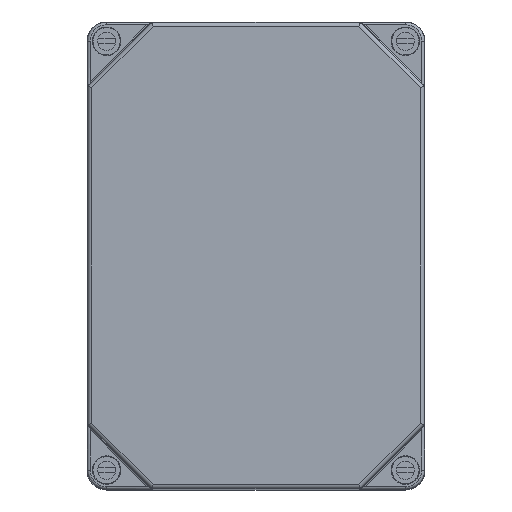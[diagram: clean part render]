
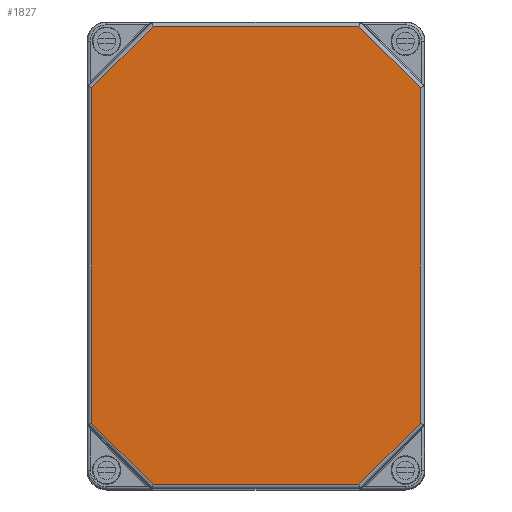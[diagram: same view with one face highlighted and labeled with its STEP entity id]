
A CAD part, top view. The second image highlights one B-rep face of the part: STEP entity #1827.
In plain terms, the highlighted planar face has unit normal (0, 0, 1).
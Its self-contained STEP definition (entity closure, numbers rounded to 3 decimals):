
#1827 = ADVANCED_FACE( '', ( #4094 ), #4095, .T. );
#4094 = FACE_OUTER_BOUND( '', #6789, .T. );
#4095 = PLANE( '', #6790 );
#6789 = EDGE_LOOP( '', ( #11782, #11783, #11784, #11785, #11786, #11787, #11788, #11789 ) );
#6790 = AXIS2_PLACEMENT_3D( '', #11790, #11791, #11792 );
#11782 = ORIENTED_EDGE( '', *, *, #16641, .T. );
#11783 = ORIENTED_EDGE( '', *, *, #16168, .F. );
#11784 = ORIENTED_EDGE( '', *, *, #15688, .T. );
#11785 = ORIENTED_EDGE( '', *, *, #15238, .F. );
#11786 = ORIENTED_EDGE( '', *, *, #16642, .T. );
#11787 = ORIENTED_EDGE( '', *, *, #16022, .T. );
#11788 = ORIENTED_EDGE( '', *, *, #15967, .T. );
#11789 = ORIENTED_EDGE( '', *, *, #16422, .T. );
#11790 = CARTESIAN_POINT( '', ( 0., 0., 92.5 ) );
#11791 = DIRECTION( '', ( 0., 0., 1. ) );
#11792 = DIRECTION( '', ( 1., 0., 0. ) );
#15238 = EDGE_CURVE( '', #18197, #18200, #18201, .T. );
#15688 = EDGE_CURVE( '', #18945, #18200, #18946, .T. );
#15967 = EDGE_CURVE( '', #19383, #19384, #19385, .T. );
#16022 = EDGE_CURVE( '', #19464, #19383, #19465, .T. );
#16168 = EDGE_CURVE( '', #18945, #19691, #19692, .T. );
#16422 = EDGE_CURVE( '', #19384, #20049, #20051, .T. );
#16641 = EDGE_CURVE( '', #20049, #19691, #20354, .T. );
#16642 = EDGE_CURVE( '', #18197, #19464, #20355, .T. );
#18197 = VERTEX_POINT( '', #22369 );
#18200 = VERTEX_POINT( '', #22372 );
#18201 = LINE( '', #22373, #22374 );
#18945 = VERTEX_POINT( '', #23410 );
#18946 = LINE( '', #23411, #23412 );
#19383 = VERTEX_POINT( '', #24025 );
#19384 = VERTEX_POINT( '', #24026 );
#19385 = LINE( '', #24027, #24028 );
#19464 = VERTEX_POINT( '', #24143 );
#19465 = LINE( '', #24144, #24145 );
#19691 = VERTEX_POINT( '', #24473 );
#19692 = LINE( '', #24474, #24475 );
#20049 = VERTEX_POINT( '', #24954 );
#20051 = LINE( '', #24956, #24957 );
#20354 = LINE( '', #25381, #25382 );
#20355 = LINE( '', #25383, #25384 );
#22369 = CARTESIAN_POINT( '', ( 63.182, 64.546, 92.5 ) );
#22372 = CARTESIAN_POINT( '', ( 63.182, -64.546, 92.5 ) );
#22373 = CARTESIAN_POINT( '', ( 63.182, 150., 92.5 ) );
#22374 = VECTOR( '', #27168, 1000. );
#23410 = CARTESIAN_POINT( '', ( 39.546, -88.182, 92.5 ) );
#23411 = CARTESIAN_POINT( '', ( 33.686, -94.042, 92.5 ) );
#23412 = VECTOR( '', #27783, 1000. );
#24025 = CARTESIAN_POINT( '', ( -39.546, 88.182, 92.5 ) );
#24026 = CARTESIAN_POINT( '', ( -63.182, 64.546, 92.5 ) );
#24027 = CARTESIAN_POINT( '', ( -33.686, 94.042, 92.5 ) );
#24028 = VECTOR( '', #28139, 1000. );
#24143 = CARTESIAN_POINT( '', ( 39.546, 88.182, 92.5 ) );
#24144 = CARTESIAN_POINT( '', ( 100., 88.182, 92.5 ) );
#24145 = VECTOR( '', #28192, 1000. );
#24473 = CARTESIAN_POINT( '', ( -39.546, -88.182, 92.5 ) );
#24474 = CARTESIAN_POINT( '', ( 100., -88.182, 92.5 ) );
#24475 = VECTOR( '', #28375, 1000. );
#24954 = CARTESIAN_POINT( '', ( -63.182, -64.546, 92.5 ) );
#24956 = CARTESIAN_POINT( '', ( -63.182, 150., 92.5 ) );
#24957 = VECTOR( '', #28665, 1000. );
#25381 = CARTESIAN_POINT( '', ( -69.042, -58.686, 92.5 ) );
#25382 = VECTOR( '', #28947, 1000. );
#25383 = CARTESIAN_POINT( '', ( 69.042, 58.686, 92.5 ) );
#25384 = VECTOR( '', #28948, 1000. );
#27168 = DIRECTION( '', ( 0., -1., 0. ) );
#27783 = DIRECTION( '', ( 0.707, 0.707, 0. ) );
#28139 = DIRECTION( '', ( -0.707, -0.707, 0. ) );
#28192 = DIRECTION( '', ( -1., 0., 0. ) );
#28375 = DIRECTION( '', ( -1., 0., 0. ) );
#28665 = DIRECTION( '', ( 0., -1., 0. ) );
#28947 = DIRECTION( '', ( 0.707, -0.707, 0. ) );
#28948 = DIRECTION( '', ( -0.707, 0.707, 0. ) );
